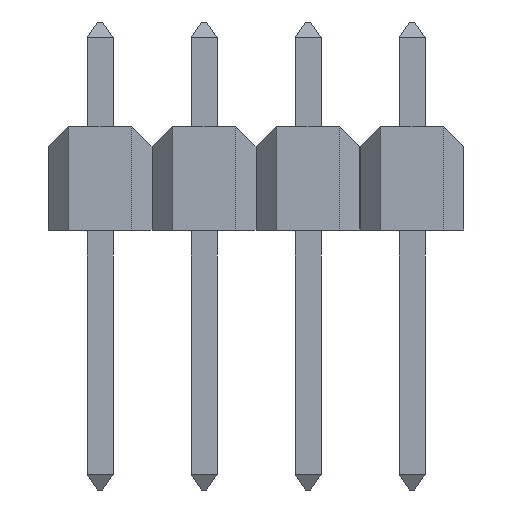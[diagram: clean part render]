
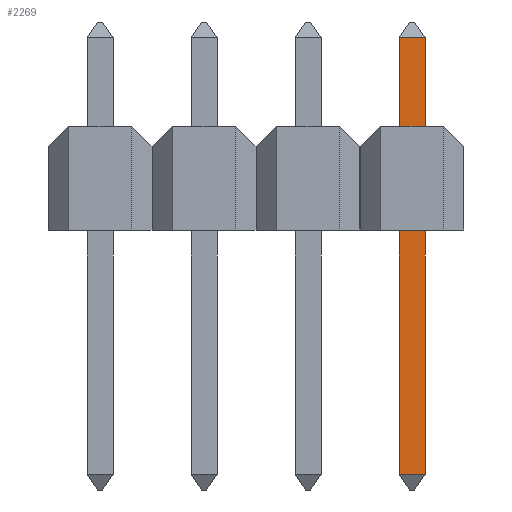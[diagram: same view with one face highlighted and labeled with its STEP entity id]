
A CAD part, left-side view. The second image highlights one B-rep face of the part: STEP entity #2269.
In plain terms, the highlighted planar face has unit normal (-1, 0, 0).
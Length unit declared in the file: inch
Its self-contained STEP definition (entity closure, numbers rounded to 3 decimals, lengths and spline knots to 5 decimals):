
#2269=ADVANCED_FACE('',(#2801),#2541,.T.);
#2541=PLANE('',#6862);
#2801=FACE_OUTER_BOUND('',#3081,.T.);
#3081=EDGE_LOOP('',(#4047,#4048,#4049,#4050));
#4047=ORIENTED_EDGE('',*,*,#5239,.T.);
#4048=ORIENTED_EDGE('',*,*,#5240,.T.);
#4049=ORIENTED_EDGE('',*,*,#5241,.F.);
#4050=ORIENTED_EDGE('',*,*,#5242,.T.);
#4687=VERTEX_POINT('',#9018);
#4688=VERTEX_POINT('',#9019);
#4689=VERTEX_POINT('',#9021);
#4690=VERTEX_POINT('',#9023);
#5239=EDGE_CURVE('',#4687,#4688,#5863,.T.);
#5240=EDGE_CURVE('',#4688,#4689,#5864,.T.);
#5241=EDGE_CURVE('',#4690,#4689,#5865,.T.);
#5242=EDGE_CURVE('',#4690,#4687,#5866,.T.);
#5863=LINE('',#9017,#6487);
#5864=LINE('',#9020,#6488);
#5865=LINE('',#9022,#6489);
#5866=LINE('',#9024,#6490);
#6487=VECTOR('',#7766,1.);
#6488=VECTOR('',#7767,1.);
#6489=VECTOR('',#7768,1.);
#6490=VECTOR('',#7769,1.);
#6862=AXIS2_PLACEMENT_3D('',#9025,#7770,#7771);
#7766=DIRECTION('',(0.,0.,-1.));
#7767=DIRECTION('',(0.,-1.,0.));
#7768=DIRECTION('',(0.,0.,-1.));
#7769=DIRECTION('',(0.,1.,0.));
#7770=DIRECTION('',(-1.,0.,0.));
#7771=DIRECTION('',(0.,0.,1.));
#9017=CARTESIAN_POINT('',(-0.0125,0.0125,0.2));
#9018=CARTESIAN_POINT('',(-0.0125,0.0125,0.185));
#9019=CARTESIAN_POINT('',(-0.0125,0.0125,-0.235));
#9020=CARTESIAN_POINT('',(-0.0125,-0.0125,-0.235));
#9021=CARTESIAN_POINT('',(-0.0125,-0.0125,-0.235));
#9022=CARTESIAN_POINT('',(-0.0125,-0.0125,0.2));
#9023=CARTESIAN_POINT('',(-0.0125,-0.0125,0.185));
#9024=CARTESIAN_POINT('',(-0.0125,0.0125,0.185));
#9025=CARTESIAN_POINT('',(-0.0125,-0.0125,0.2));
